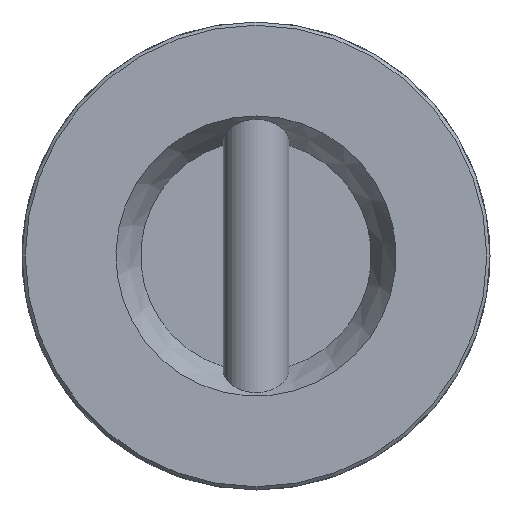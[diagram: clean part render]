
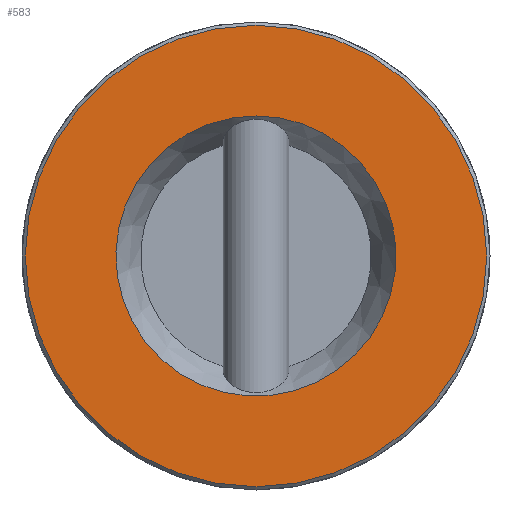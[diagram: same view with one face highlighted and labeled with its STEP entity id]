
A CAD part, front view. The second image highlights one B-rep face of the part: STEP entity #583.
In plain terms, the highlighted planar face has unit normal (0, -1, 0).
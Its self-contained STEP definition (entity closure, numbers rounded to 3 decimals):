
#5 = CIRCLE ( 'NONE', #105, 42.5 ) ;
#105 = AXIS2_PLACEMENT_3D ( 'NONE', #299, #775, #476 ) ;
#147 = CARTESIAN_POINT ( 'NONE',  ( 0., 0., 70. ) ) ;
#272 = CARTESIAN_POINT ( 'NONE',  ( 42.5, 0., 0. ) ) ;
#299 = CARTESIAN_POINT ( 'NONE',  ( 0., 0., 0. ) ) ;
#476 = DIRECTION ( 'NONE',  ( 0., 0., 1. ) ) ;
#583 = ADVANCED_FACE ( 'NONE', ( #2014, #1046 ), #1207, .F. ) ;
#755 = DIRECTION ( 'NONE',  ( 0., 0., 1. ) ) ;
#771 = AXIS2_PLACEMENT_3D ( 'NONE', #272, #1889, #755 ) ;
#775 = DIRECTION ( 'NONE',  ( 0., 1., 0. ) ) ;
#848 = EDGE_LOOP ( 'NONE', ( #869 ) ) ;
#869 = ORIENTED_EDGE ( 'NONE', *, *, #1642, .T. ) ;
#880 = DIRECTION ( 'NONE',  ( 0., -1., 0. ) ) ;
#986 = EDGE_CURVE ( 'NONE', #1587, #1587, #5, .T. ) ;
#1043 = DIRECTION ( 'NONE',  ( 0., 0., 1. ) ) ;
#1046 = FACE_BOUND ( 'NONE', #1286, .T. ) ;
#1099 = VERTEX_POINT ( 'NONE', #147 ) ;
#1101 = AXIS2_PLACEMENT_3D ( 'NONE', #1875, #880, #1043 ) ;
#1124 = CARTESIAN_POINT ( 'NONE',  ( 0., 0., 42.5 ) ) ;
#1207 = PLANE ( 'NONE',  #771 ) ;
#1210 = CIRCLE ( 'NONE', #1101, 70. ) ;
#1286 = EDGE_LOOP ( 'NONE', ( #1459 ) ) ;
#1459 = ORIENTED_EDGE ( 'NONE', *, *, #986, .T. ) ;
#1587 = VERTEX_POINT ( 'NONE', #1124 ) ;
#1642 = EDGE_CURVE ( 'NONE', #1099, #1099, #1210, .T. ) ;
#1875 = CARTESIAN_POINT ( 'NONE',  ( 0., 0., 0. ) ) ;
#1889 = DIRECTION ( 'NONE',  ( 0., 1., 0. ) ) ;
#2014 = FACE_OUTER_BOUND ( 'NONE', #848, .T. ) ;
